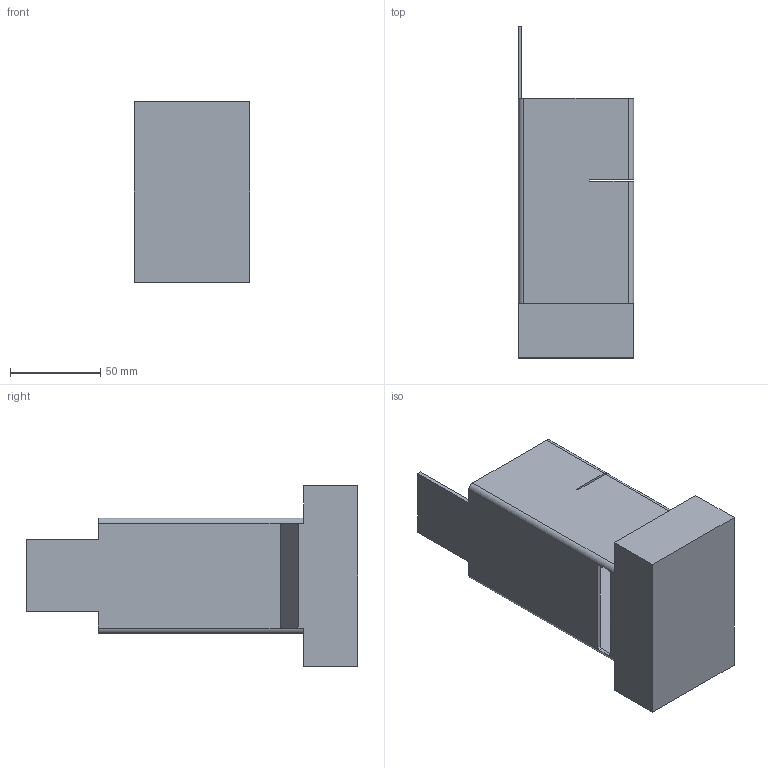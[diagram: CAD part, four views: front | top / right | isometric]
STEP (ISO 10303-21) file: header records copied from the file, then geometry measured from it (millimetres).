
FILE_DESCRIPTION((''),'2;1');
FILE_NAME('TEST','2020-12-06T',('LG'),(''),'CREO PARAMETRIC BY PTC INC, 2016130','CREO PARAMETRIC BY PTC INC, 2016130','');
FILE_SCHEMA(('CONFIG_CONTROL_DESIGN'));
Length unit declared in the file: millimetre
Products named in the file (1): TEST
Bounding box: 64 x 184 x 100.28 mm (x, y, z)
Volume: 291246.9 mm3; surface area: 97230.4 mm2
Topology: 1 solids, 1 shells, 56 faces, 158 edges, 102 vertices
Faces by surface type: plane 46, cylinder 10
Entity records: 1828 total; most frequent: CARTESIAN_POINT 316, ORIENTED_EDGE 316, DIRECTION 290, EDGE_CURVE 158, VECTOR 138, LINE 138, VERTEX_POINT 102, AXIS2_PLACEMENT_3D 76
